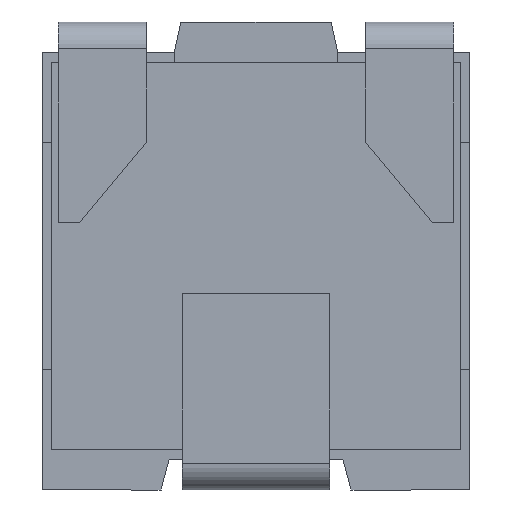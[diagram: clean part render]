
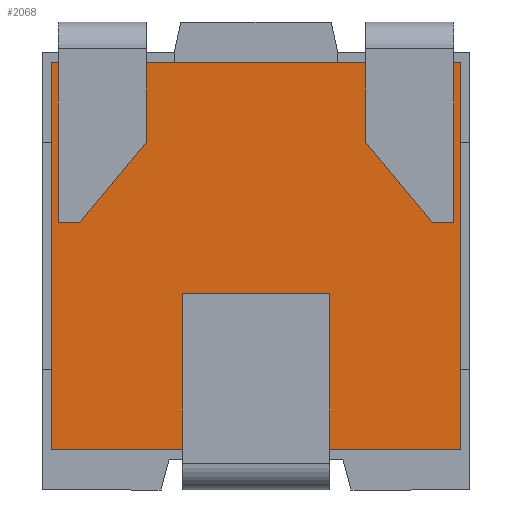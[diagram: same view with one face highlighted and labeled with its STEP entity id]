
A CAD part, front view. The second image highlights one B-rep face of the part: STEP entity #2068.
In plain terms, the highlighted planar face has unit normal (0, -1, 0).
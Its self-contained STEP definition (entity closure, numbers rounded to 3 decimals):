
#20 = VECTOR ( 'NONE', #1407, 1000. ) ;
#84 = CARTESIAN_POINT ( 'NONE',  ( 1.532, 0.25, 1.448 ) ) ;
#88 = LINE ( 'NONE', #502, #1978 ) ;
#248 = EDGE_LOOP ( 'NONE', ( #864, #1743, #508, #2094 ) ) ;
#260 = DIRECTION ( 'NONE',  ( 0., 0., -1. ) ) ;
#266 = CARTESIAN_POINT ( 'NONE',  ( -1.532, 0.25, -1.448 ) ) ;
#407 = CARTESIAN_POINT ( 'NONE',  ( -1.532, 0.25, -1.448 ) ) ;
#415 = EDGE_CURVE ( 'NONE', #672, #2900, #1758, .T. ) ;
#499 = EDGE_CURVE ( 'NONE', #1185, #1522, #2842, .T. ) ;
#502 = CARTESIAN_POINT ( 'NONE',  ( -1.532, 0.25, 1.448 ) ) ;
#508 = ORIENTED_EDGE ( 'NONE', *, *, #415, .F. ) ;
#560 = CARTESIAN_POINT ( 'NONE',  ( -1.532, 0.25, -1.448 ) ) ;
#672 = VERTEX_POINT ( 'NONE', #266 ) ;
#864 = ORIENTED_EDGE ( 'NONE', *, *, #499, .F. ) ;
#916 = CARTESIAN_POINT ( 'NONE',  ( -1.532, 0.25, 1.448 ) ) ;
#1033 = CARTESIAN_POINT ( 'NONE',  ( 0., 0.25, 0. ) ) ;
#1086 = VECTOR ( 'NONE', #2502, 1000. ) ;
#1185 = VERTEX_POINT ( 'NONE', #84 ) ;
#1225 = AXIS2_PLACEMENT_3D ( 'NONE', #1033, #2753, #1302 ) ;
#1230 = EDGE_CURVE ( 'NONE', #2900, #1185, #88, .T. ) ;
#1302 = DIRECTION ( 'NONE',  ( 0., 0., 1. ) ) ;
#1388 = VECTOR ( 'NONE', #260, 1000. ) ;
#1407 = DIRECTION ( 'NONE',  ( 0., 0., 1. ) ) ;
#1522 = VERTEX_POINT ( 'NONE', #2106 ) ;
#1638 = FACE_OUTER_BOUND ( 'NONE', #248, .T. ) ;
#1727 = DIRECTION ( 'NONE',  ( 1., 0., 0. ) ) ;
#1743 = ORIENTED_EDGE ( 'NONE', *, *, #1230, .F. ) ;
#1758 = LINE ( 'NONE', #407, #20 ) ;
#1792 = PLANE ( 'NONE',  #1225 ) ;
#1841 = LINE ( 'NONE', #560, #1086 ) ;
#1978 = VECTOR ( 'NONE', #1727, 1000. ) ;
#2068 = ADVANCED_FACE ( 'NONE', ( #1638 ), #1792, .F. ) ;
#2094 = ORIENTED_EDGE ( 'NONE', *, *, #2112, .F. ) ;
#2106 = CARTESIAN_POINT ( 'NONE',  ( 1.532, 0.25, -1.448 ) ) ;
#2112 = EDGE_CURVE ( 'NONE', #1522, #672, #1841, .T. ) ;
#2139 = CARTESIAN_POINT ( 'NONE',  ( 1.532, 0.25, -1.448 ) ) ;
#2502 = DIRECTION ( 'NONE',  ( -1., 0., 0. ) ) ;
#2753 = DIRECTION ( 'NONE',  ( 0., 1., 0. ) ) ;
#2842 = LINE ( 'NONE', #2139, #1388 ) ;
#2900 = VERTEX_POINT ( 'NONE', #916 ) ;
